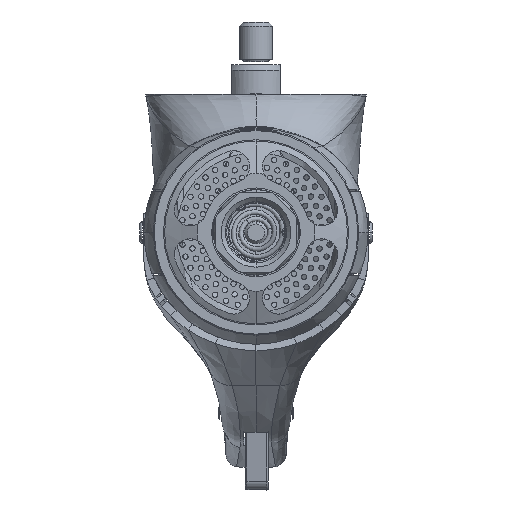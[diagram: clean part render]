
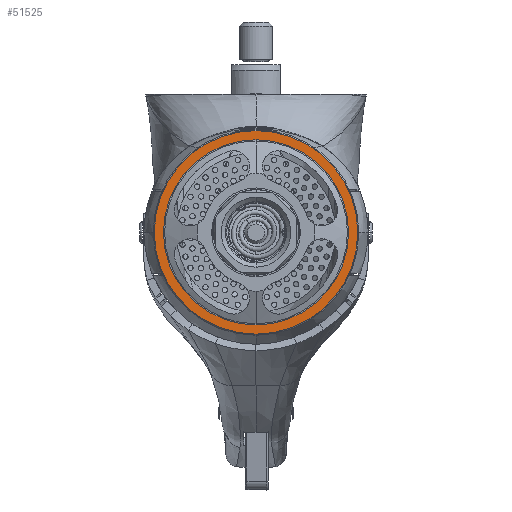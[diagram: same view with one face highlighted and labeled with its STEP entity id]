
A CAD part, top view. The second image highlights one B-rep face of the part: STEP entity #51525.
In plain terms, the highlighted planar face has unit normal (0, 0, 1).
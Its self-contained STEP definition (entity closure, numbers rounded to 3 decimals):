
#50182=CARTESIAN_POINT('',(0.,0.,
5.5));
#50183=DIRECTION('',(0.,0.,-1.));
#50184=DIRECTION('',(0.,1.,0.));
#50185=AXIS2_PLACEMENT_3D('',#50182,#50183,#50184);
#50187=CARTESIAN_POINT('',(0.,0.,
5.5));
#50188=DIRECTION('',(0.,0.,-1.));
#50189=DIRECTION('',(0.,-1.,0.));
#50190=AXIS2_PLACEMENT_3D('',#50187,#50188,#50189);
#50192=CARTESIAN_POINT('',(0.,0.,5.5));
#50193=DIRECTION('',(0.,0.,1.));
#50194=DIRECTION('',(0.,-1.,0.));
#50195=AXIS2_PLACEMENT_3D('',#50192,#50193,#50194);
#50197=CARTESIAN_POINT('',(0.,0.,5.5));
#50198=DIRECTION('',(0.,0.,1.));
#50199=DIRECTION('',(0.,1.,0.));
#50200=AXIS2_PLACEMENT_3D('',#50197,#50198,#50199);
#50854=CARTESIAN_POINT('',(0.,-17.33,5.5));
#50855=CARTESIAN_POINT('',(0.,17.33,5.5));
#50856=VERTEX_POINT('',#50854);
#50857=VERTEX_POINT('',#50855);
#50874=CARTESIAN_POINT('',(0.,19.05,5.5));
#50875=CARTESIAN_POINT('',(0.,-19.05,5.5));
#50876=VERTEX_POINT('',#50874);
#50877=VERTEX_POINT('',#50875);
#51510=CARTESIAN_POINT('',(0.,0.,5.5));
#51511=DIRECTION('',(0.,0.,1.));
#51512=DIRECTION('',(0.,1.,0.));
#51513=AXIS2_PLACEMENT_3D('',#51510,#51511,#51512);
#51514=PLANE('',#51513);
#51515=ORIENTED_EDGE('',*,*,#51476,.T.);
#51516=ORIENTED_EDGE('',*,*,#51497,.T.);
#51517=EDGE_LOOP('',(#51515,#51516));
#51518=FACE_OUTER_BOUND('',#51517,.F.);
#51520=ORIENTED_EDGE('',*,*,#51519,.T.);
#51522=ORIENTED_EDGE('',*,*,#51521,.T.);
#51523=EDGE_LOOP('',(#51520,#51522));
#51524=FACE_BOUND('',#51523,.F.);
#50186=CIRCLE('',#50185,19.05);
#50191=CIRCLE('',#50190,19.05);
#50196=CIRCLE('',#50195,17.33);
#50201=CIRCLE('',#50200,17.33);
#51476=EDGE_CURVE('',#50876,#50877,#50186,.T.);
#51497=EDGE_CURVE('',#50877,#50876,#50191,.T.);
#51519=EDGE_CURVE('',#50856,#50857,#50196,.T.);
#51521=EDGE_CURVE('',#50857,#50856,#50201,.T.);
#51525=ADVANCED_FACE('',(#51518,#51524),#51514,.T.);
